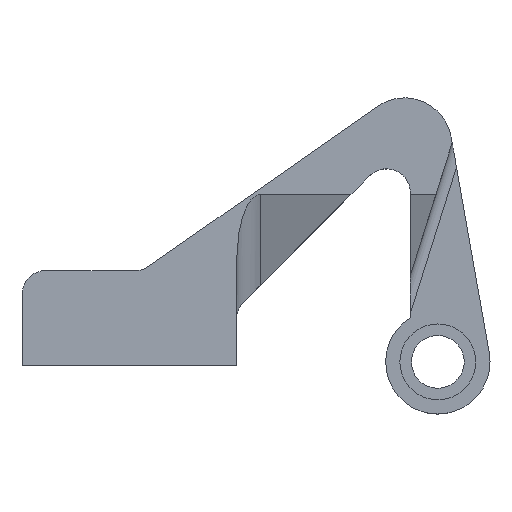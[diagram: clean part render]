
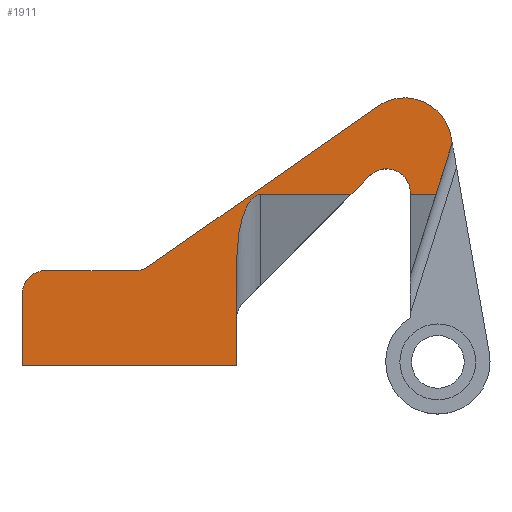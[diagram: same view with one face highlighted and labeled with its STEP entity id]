
A CAD part, top view. The second image highlights one B-rep face of the part: STEP entity #1911.
In plain terms, the highlighted planar face has unit normal (0, 0, 1).
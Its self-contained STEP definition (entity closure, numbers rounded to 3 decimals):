
#8 = CARTESIAN_POINT ( 'NONE',  ( -9.769, 15.875, 19.05 ) ) ;
#12 = EDGE_CURVE ( 'NONE', #466, #388, #545, .T. ) ;
#24 = CARTESIAN_POINT ( 'NONE',  ( 85.377, 66.201, 19.05 ) ) ;
#26 = ORIENTED_EDGE ( 'NONE', *, *, #1531, .T. ) ;
#40 = EDGE_CURVE ( 'NONE', #160, #1740, #161, .T. ) ;
#49 = CARTESIAN_POINT ( 'NONE',  ( 105.444, 56.442, 19.05 ) ) ;
#57 = CARTESIAN_POINT ( 'NONE',  ( 24.213, 23.373, 19.05 ) ) ;
#60 = CARTESIAN_POINT ( 'NONE',  ( -3.419, 15.875, 19.05 ) ) ;
#109 = EDGE_CURVE ( 'NONE', #817, #466, #1848, .T. ) ;
#111 = ORIENTED_EDGE ( 'NONE', *, *, #139, .T. ) ;
#121 = CIRCLE ( 'NONE', #581, 12.7 ) ;
#130 = VECTOR ( 'NONE', #223, 1000. ) ;
#139 = EDGE_CURVE ( 'NONE', #1966, #1250, #1510, .T. ) ;
#160 = VERTEX_POINT ( 'NONE', #1180 ) ;
#161 = CIRCLE ( 'NONE', #455, 6.35 ) ;
#164 = AXIS2_PLACEMENT_3D ( 'NONE', #516, #1761, #830 ) ;
#167 = EDGE_CURVE ( 'NONE', #388, #1966, #249, .T. ) ;
#223 = DIRECTION ( 'NONE',  ( -1., 0., 0. ) ) ;
#229 = CARTESIAN_POINT ( 'NONE',  ( 53.975, 42.569, 19.05 ) ) ;
#246 = VERTEX_POINT ( 'NONE', #1701 ) ;
#247 = CARTESIAN_POINT ( 'NONE',  ( 85.377, 66.201, 19.05 ) ) ;
#249 = LINE ( 'NONE', #1051, #2007 ) ;
#262 = EDGE_CURVE ( 'NONE', #535, #160, #1139, .T. ) ;
#266 = CARTESIAN_POINT ( 'NONE',  ( 47.625, -3.175, 19.05 ) ) ;
#272 = CARTESIAN_POINT ( 'NONE',  ( 101.07, 42.569, 19.05 ) ) ;
#288 = CARTESIAN_POINT ( 'NONE',  ( 20.57, 28.575, 19.05 ) ) ;
#311 = VECTOR ( 'NONE', #1694, 1000. ) ;
#314 = ORIENTED_EDGE ( 'NONE', *, *, #109, .T. ) ;
#346 = VERTEX_POINT ( 'NONE', #1705 ) ;
#369 = CARTESIAN_POINT ( 'NONE',  ( 47.625, 34.879, 19.05 ) ) ;
#384 = CARTESIAN_POINT ( 'NONE',  ( -47.625, 42.569, 19.05 ) ) ;
#388 = VERTEX_POINT ( 'NONE', #803 ) ;
#389 = LINE ( 'NONE', #1045, #1385 ) ;
#390 = DIRECTION ( 'NONE',  ( 1., 0., 0. ) ) ;
#401 = CARTESIAN_POINT ( 'NONE',  ( 94.234, 43.135, 19.05 ) ) ;
#415 = LINE ( 'NONE', #247, #1071 ) ;
#455 = AXIS2_PLACEMENT_3D ( 'NONE', #1010, #1166, #390 ) ;
#466 = VERTEX_POINT ( 'NONE', #8 ) ;
#487 = VERTEX_POINT ( 'NONE', #951 ) ;
#496 = VECTOR ( 'NONE', #998, 1000. ) ;
#507 = VECTOR ( 'NONE', #1922, 1000. ) ;
#509 = EDGE_CURVE ( 'NONE', #487, #1405, #801, .T. ) ;
#516 = CARTESIAN_POINT ( 'NONE',  ( -47.625, -3.175, 19.05 ) ) ;
#521 = ORIENTED_EDGE ( 'NONE', *, *, #1090, .T. ) ;
#535 = VERTEX_POINT ( 'NONE', #1131 ) ;
#545 = LINE ( 'NONE', #1457, #1817 ) ;
#563 = LINE ( 'NONE', #401, #1169 ) ;
#581 = AXIS2_PLACEMENT_3D ( 'NONE', #1085, #1713, #1397 ) ;
#585 =( BOUNDED_CURVE ( )  B_SPLINE_CURVE ( 3, ( #1151, #369, #1772, #229 ),
 .UNSPECIFIED., .F., .F. ) 
 B_SPLINE_CURVE_WITH_KNOTS ( ( 4, 4 ),
 ( 1.571, 3.142 ),
 .UNSPECIFIED. ) 
 CURVE ( )  GEOMETRIC_REPRESENTATION_ITEM ( )  RATIONAL_B_SPLINE_CURVE ( ( 1., 0.805, 0.805, 1. ) ) 
 REPRESENTATION_ITEM ( '' )  );
#624 = EDGE_CURVE ( 'NONE', #1250, #1689, #585, .T. ) ;
#644 = VERTEX_POINT ( 'NONE', #57 ) ;
#673 = DIRECTION ( 'NONE',  ( -0.174, 0.985, 0. ) ) ;
#679 = VECTOR ( 'NONE', #673, 1000. ) ;
#685 = CIRCLE ( 'NONE', #1981, 6.35 ) ;
#689 = ORIENTED_EDGE ( 'NONE', *, *, #262, .T. ) ;
#693 = DIRECTION ( 'NONE',  ( -0.819, -0.574, 0. ) ) ;
#724 = ORIENTED_EDGE ( 'NONE', *, *, #624, .T. ) ;
#735 = DIRECTION ( 'NONE',  ( 1., 0., 0. ) ) ;
#751 = CARTESIAN_POINT ( 'NONE',  ( -47.625, 42.569, 19.05 ) ) ;
#790 = ORIENTED_EDGE ( 'NONE', *, *, #1214, .T. ) ;
#793 = ORIENTED_EDGE ( 'NONE', *, *, #1902, .F. ) ;
#801 = LINE ( 'NONE', #49, #679 ) ;
#803 = CARTESIAN_POINT ( 'NONE',  ( -9.769, -3.175, 19.05 ) ) ;
#817 = VERTEX_POINT ( 'NONE', #876 ) ;
#830 = DIRECTION ( 'NONE',  ( 1., 0., 0. ) ) ;
#843 = VERTEX_POINT ( 'NONE', #272 ) ;
#848 = CARTESIAN_POINT ( 'NONE',  ( 20.57, 22.225, 19.05 ) ) ;
#872 = ORIENTED_EDGE ( 'NONE', *, *, #12, .T. ) ;
#876 = CARTESIAN_POINT ( 'NONE',  ( -3.419, 22.225, 19.05 ) ) ;
#951 = CARTESIAN_POINT ( 'NONE',  ( 105.444, 56.442, 19.05 ) ) ;
#980 = CARTESIAN_POINT ( 'NONE',  ( 47.625, -3.175, 19.05 ) ) ;
#993 = LINE ( 'NONE', #751, #1305 ) ;
#998 = DIRECTION ( 'NONE',  ( 0., 1., 0. ) ) ;
#1000 = LINE ( 'NONE', #848, #507 ) ;
#1010 = CARTESIAN_POINT ( 'NONE',  ( 87.884, 43.135, 19.05 ) ) ;
#1027 = EDGE_CURVE ( 'NONE', #1550, #644, #415, .T. ) ;
#1031 = ORIENTED_EDGE ( 'NONE', *, *, #1666, .F. ) ;
#1045 = CARTESIAN_POINT ( 'NONE',  ( 94.234, 20.888, 19.05 ) ) ;
#1051 = CARTESIAN_POINT ( 'NONE',  ( -9.769, -3.175, 19.05 ) ) ;
#1071 = VECTOR ( 'NONE', #693, 1000. ) ;
#1085 = CARTESIAN_POINT ( 'NONE',  ( 92.662, 55.798, 19.05 ) ) ;
#1090 = EDGE_CURVE ( 'NONE', #1740, #346, #563, .T. ) ;
#1131 = CARTESIAN_POINT ( 'NONE',  ( 78.338, 42.569, 19.05 ) ) ;
#1139 = LINE ( 'NONE', #1541, #311 ) ;
#1149 = EDGE_CURVE ( 'NONE', #843, #487, #389, .T. ) ;
#1151 = CARTESIAN_POINT ( 'NONE',  ( 47.625, 24.003, 19.05 ) ) ;
#1166 = DIRECTION ( 'NONE',  ( 0., 0., -1. ) ) ;
#1169 = VECTOR ( 'NONE', #1491, 1000. ) ;
#1180 = CARTESIAN_POINT ( 'NONE',  ( 83.394, 47.625, 19.05 ) ) ;
#1187 = DIRECTION ( 'NONE',  ( 1., 0., 0. ) ) ;
#1210 = DIRECTION ( 'NONE',  ( -1., 0., 0. ) ) ;
#1214 = EDGE_CURVE ( 'NONE', #644, #246, #685, .T. ) ;
#1215 = ORIENTED_EDGE ( 'NONE', *, *, #509, .T. ) ;
#1250 = VERTEX_POINT ( 'NONE', #1842 ) ;
#1305 = VECTOR ( 'NONE', #1210, 1000. ) ;
#1306 = ORIENTED_EDGE ( 'NONE', *, *, #1027, .T. ) ;
#1311 = PLANE ( 'NONE',  #164 ) ;
#1385 = VECTOR ( 'NONE', #1801, 1000. ) ;
#1397 = DIRECTION ( 'NONE',  ( 1., 0., 0. ) ) ;
#1405 = VERTEX_POINT ( 'NONE', #1993 ) ;
#1457 = CARTESIAN_POINT ( 'NONE',  ( -9.769, 15.875, 19.05 ) ) ;
#1491 = DIRECTION ( 'NONE',  ( 0., -1., 0. ) ) ;
#1500 = ORIENTED_EDGE ( 'NONE', *, *, #40, .T. ) ;
#1510 = LINE ( 'NONE', #266, #496 ) ;
#1531 = EDGE_CURVE ( 'NONE', #1405, #1550, #121, .T. ) ;
#1541 = CARTESIAN_POINT ( 'NONE',  ( 49.485, 13.716, 19.05 ) ) ;
#1544 = LINE ( 'NONE', #384, #130 ) ;
#1550 = VERTEX_POINT ( 'NONE', #24 ) ;
#1622 = DIRECTION ( 'NONE',  ( 0., -1., 0. ) ) ;
#1666 = EDGE_CURVE ( 'NONE', #843, #346, #993, .T. ) ;
#1678 = EDGE_LOOP ( 'NONE', ( #111, #724, #793, #689, #1500, #521, #1031, #1785, #1215, #26, #1306, #790, #1883, #314, #872, #1873 ) ) ;
#1684 = DIRECTION ( 'NONE',  ( 1., 0., 0. ) ) ;
#1689 = VERTEX_POINT ( 'NONE', #1955 ) ;
#1694 = DIRECTION ( 'NONE',  ( 0.707, 0.707, 0. ) ) ;
#1701 = CARTESIAN_POINT ( 'NONE',  ( 20.57, 22.225, 19.05 ) ) ;
#1705 = CARTESIAN_POINT ( 'NONE',  ( 94.234, 42.569, 19.05 ) ) ;
#1713 = DIRECTION ( 'NONE',  ( 0., 0., 1. ) ) ;
#1740 = VERTEX_POINT ( 'NONE', #1802 ) ;
#1761 = DIRECTION ( 'NONE',  ( 0., 0., 1. ) ) ;
#1772 = CARTESIAN_POINT ( 'NONE',  ( 50.255, 42.569, 19.05 ) ) ;
#1785 = ORIENTED_EDGE ( 'NONE', *, *, #1149, .T. ) ;
#1801 = DIRECTION ( 'NONE',  ( 0.301, 0.954, 0. ) ) ;
#1802 = CARTESIAN_POINT ( 'NONE',  ( 94.234, 43.135, 19.05 ) ) ;
#1815 = AXIS2_PLACEMENT_3D ( 'NONE', #60, #1920, #735 ) ;
#1817 = VECTOR ( 'NONE', #1622, 1000. ) ;
#1842 = CARTESIAN_POINT ( 'NONE',  ( 47.625, 24.003, 19.05 ) ) ;
#1848 = CIRCLE ( 'NONE', #1815, 6.35 ) ;
#1852 = DIRECTION ( 'NONE',  ( 0., 0., -1. ) ) ;
#1873 = ORIENTED_EDGE ( 'NONE', *, *, #167, .T. ) ;
#1874 = EDGE_CURVE ( 'NONE', #246, #817, #1000, .T. ) ;
#1883 = ORIENTED_EDGE ( 'NONE', *, *, #1874, .T. ) ;
#1902 = EDGE_CURVE ( 'NONE', #535, #1689, #1544, .T. ) ;
#1911 = ADVANCED_FACE ( 'NONE', ( #1965 ), #1311, .T. ) ;
#1920 = DIRECTION ( 'NONE',  ( 0., 0., 1. ) ) ;
#1922 = DIRECTION ( 'NONE',  ( -1., 0., 0. ) ) ;
#1955 = CARTESIAN_POINT ( 'NONE',  ( 53.975, 42.569, 19.05 ) ) ;
#1965 = FACE_OUTER_BOUND ( 'NONE', #1678, .T. ) ;
#1966 = VERTEX_POINT ( 'NONE', #980 ) ;
#1981 = AXIS2_PLACEMENT_3D ( 'NONE', #288, #1852, #1684 ) ;
#1993 = CARTESIAN_POINT ( 'NONE',  ( 105.169, 58.004, 19.05 ) ) ;
#2007 = VECTOR ( 'NONE', #1187, 1000. ) ;
